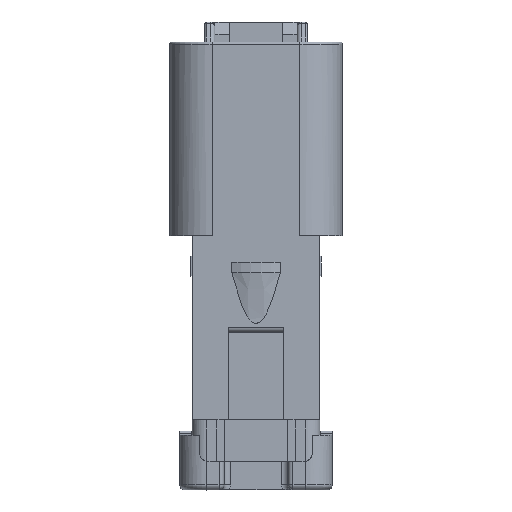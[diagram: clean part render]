
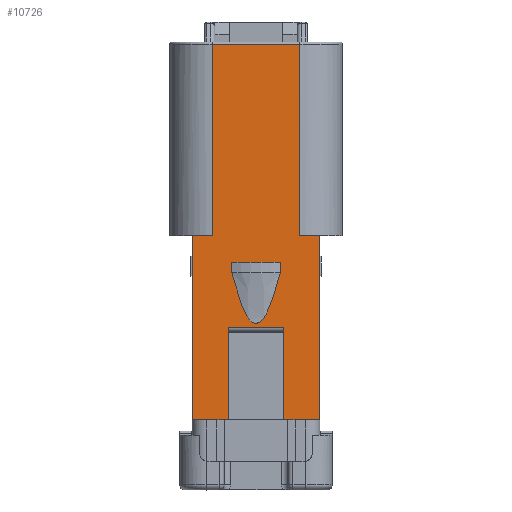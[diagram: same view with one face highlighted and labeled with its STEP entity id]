
A CAD part, top view. The second image highlights one B-rep face of the part: STEP entity #10726.
In plain terms, the highlighted planar face has unit normal (0, 0, 1).
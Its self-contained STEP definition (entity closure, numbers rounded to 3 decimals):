
#62=DIRECTION('',(-1.,0.,0.));
#63=VECTOR('',#62,1.95);
#64=CARTESIAN_POINT('',(6.275,0.,6.8));
#65=LINE('',#64,#63);
#66=DIRECTION('',(-1.,0.,0.));
#67=VECTOR('',#66,1.95);
#68=CARTESIAN_POINT('',(-4.325,0.,6.8));
#69=LINE('',#68,#67);
#88=DIRECTION('',(0.,1.,0.));
#89=VECTOR('',#88,18.9);
#90=CARTESIAN_POINT('',(4.325,0.,6.8));
#91=LINE('',#90,#89);
#434=DIRECTION('',(-1.,0.,0.));
#435=VECTOR('',#434,4.796);
#436=CARTESIAN_POINT('',(2.398,-2.65,6.8));
#437=LINE('',#436,#435);
#438=DIRECTION('',(0.,1.,0.));
#439=VECTOR('',#438,1.);
#440=CARTESIAN_POINT('',(-2.398,-3.65,6.8));
#441=LINE('',#440,#439);
#442=CARTESIAN_POINT('',(-2.398,-3.65,6.8));
#443=CARTESIAN_POINT('',(-2.341,-3.878,6.8));
#444=CARTESIAN_POINT('',(-2.228,-4.315,6.8));
#445=CARTESIAN_POINT('',(-2.063,-4.914,6.8));
#446=CARTESIAN_POINT('',(-1.902,-5.461,6.8));
#447=CARTESIAN_POINT('',(-1.743,-5.96,6.8));
#448=CARTESIAN_POINT('',(-1.587,-6.414,6.8));
#449=CARTESIAN_POINT('',(-1.431,-6.825,6.8));
#450=CARTESIAN_POINT('',(-1.276,-7.196,6.8));
#451=CARTESIAN_POINT('',(-1.12,-7.529,6.8));
#452=CARTESIAN_POINT('',(-0.962,-7.823,6.8));
#453=CARTESIAN_POINT('',(-0.799,-8.08,6.8));
#454=CARTESIAN_POINT('',(-0.632,-8.297,6.8));
#455=CARTESIAN_POINT('',(-0.456,-8.471,6.8));
#456=CARTESIAN_POINT('',(-0.272,-8.593,6.8));
#457=CARTESIAN_POINT('',(-0.088,-8.653,6.8));
#458=CARTESIAN_POINT('',(0.088,-8.653,6.8));
#459=CARTESIAN_POINT('',(0.272,-8.593,6.8));
#460=CARTESIAN_POINT('',(0.456,-8.471,6.8));
#461=CARTESIAN_POINT('',(0.631,-8.297,6.8));
#462=CARTESIAN_POINT('',(0.799,-8.08,6.8));
#463=CARTESIAN_POINT('',(0.961,-7.823,6.8));
#464=CARTESIAN_POINT('',(1.12,-7.529,6.8));
#465=CARTESIAN_POINT('',(1.276,-7.196,6.8));
#466=CARTESIAN_POINT('',(1.431,-6.825,6.8));
#467=CARTESIAN_POINT('',(1.587,-6.414,6.8));
#468=CARTESIAN_POINT('',(1.743,-5.96,6.8));
#469=CARTESIAN_POINT('',(1.902,-5.461,6.8));
#470=CARTESIAN_POINT('',(2.063,-4.914,6.8));
#471=CARTESIAN_POINT('',(2.228,-4.315,6.8));
#472=CARTESIAN_POINT('',(2.341,-3.878,6.8));
#473=CARTESIAN_POINT('',(2.398,-3.65,6.8));
#475=DIRECTION('',(0.,1.,0.));
#476=VECTOR('',#475,1.);
#477=CARTESIAN_POINT('',(2.398,-3.65,6.8));
#478=LINE('',#477,#476);
#479=DIRECTION('',(1.,0.,0.));
#480=VECTOR('',#479,8.65);
#481=CARTESIAN_POINT('',(-4.325,18.9,6.8));
#482=LINE('',#481,#480);
#483=DIRECTION('',(0.,-1.,0.));
#484=VECTOR('',#483,18.18);
#485=CARTESIAN_POINT('',(6.275,0.,6.8));
#486=LINE('',#485,#484);
#487=DIRECTION('',(1.,0.,0.));
#488=VECTOR('',#487,3.535);
#489=CARTESIAN_POINT('',(2.74,-18.18,6.8));
#490=LINE('',#489,#488);
#491=DIRECTION('',(1.,0.,0.));
#492=VECTOR('',#491,5.48);
#493=CARTESIAN_POINT('',(-2.74,-9.03,6.8));
#494=LINE('',#493,#492);
#495=DIRECTION('',(1.,0.,0.));
#496=VECTOR('',#495,3.535);
#497=CARTESIAN_POINT('',(-6.275,-18.18,6.8));
#498=LINE('',#497,#496);
#499=DIRECTION('',(0.,1.,0.));
#500=VECTOR('',#499,18.9);
#501=CARTESIAN_POINT('',(-4.325,0.,6.8));
#502=LINE('',#501,#500);
#7088=DIRECTION('',(0.,-1.,0.));
#7089=VECTOR('',#7088,18.18);
#7090=CARTESIAN_POINT('',(-6.275,0.,6.8));
#7091=LINE('',#7090,#7089);
#7092=DIRECTION('',(0.,1.,0.));
#7093=VECTOR('',#7092,9.15);
#7094=CARTESIAN_POINT('',(-2.74,-18.18,6.8));
#7095=LINE('',#7094,#7093);
#7126=DIRECTION('',(0.,-1.,0.));
#7127=VECTOR('',#7126,9.15);
#7128=CARTESIAN_POINT('',(2.74,-9.03,6.8));
#7129=LINE('',#7128,#7127);
#7799=CARTESIAN_POINT('',(-4.325,0.,6.8));
#7801=VERTEX_POINT('',#7799);
#7802=CARTESIAN_POINT('',(4.325,0.,6.8));
#7804=VERTEX_POINT('',#7802);
#7806=CARTESIAN_POINT('',(6.275,0.,6.8));
#7807=VERTEX_POINT('',#7806);
#7808=CARTESIAN_POINT('',(-6.275,0.,6.8));
#7809=VERTEX_POINT('',#7808);
#7838=CARTESIAN_POINT('',(2.74,-18.18,6.8));
#7840=VERTEX_POINT('',#7838);
#7842=CARTESIAN_POINT('',(-2.74,-18.18,6.8));
#7844=VERTEX_POINT('',#7842);
#7846=CARTESIAN_POINT('',(-6.275,-18.18,6.8));
#7847=VERTEX_POINT('',#7846);
#7848=CARTESIAN_POINT('',(6.275,-18.18,6.8));
#7849=VERTEX_POINT('',#7848);
#7874=CARTESIAN_POINT('',(2.398,-2.65,6.8));
#7875=CARTESIAN_POINT('',(-2.398,-2.65,6.8));
#7876=VERTEX_POINT('',#7874);
#7877=VERTEX_POINT('',#7875);
#7926=CARTESIAN_POINT('',(-2.74,-9.03,6.8));
#7927=CARTESIAN_POINT('',(2.74,-9.03,6.8));
#7928=VERTEX_POINT('',#7926);
#7929=VERTEX_POINT('',#7927);
#8008=CARTESIAN_POINT('',(4.325,18.9,6.8));
#8009=VERTEX_POINT('',#8008);
#8012=CARTESIAN_POINT('',(-4.325,18.9,6.8));
#8013=VERTEX_POINT('',#8012);
#9298=CARTESIAN_POINT('',(-2.398,-3.65,6.8));
#9299=VERTEX_POINT('',#9298);
#9300=CARTESIAN_POINT('',(2.398,-3.65,6.8));
#9301=VERTEX_POINT('',#9300);
#10689=CARTESIAN_POINT('',(-4.325,0.,6.8));
#10690=DIRECTION('',(0.,0.,1.));
#10691=DIRECTION('',(1.,0.,0.));
#10692=AXIS2_PLACEMENT_3D('',#10689,#10690,#10691);
#10693=PLANE('',#10692);
#10694=ORIENTED_EDGE('',*,*,#10683,.T.);
#10695=ORIENTED_EDGE('',*,*,#10197,.F.);
#10696=ORIENTED_EDGE('',*,*,#10166,.F.);
#10698=ORIENTED_EDGE('',*,*,#10697,.T.);
#10700=ORIENTED_EDGE('',*,*,#10699,.F.);
#10702=ORIENTED_EDGE('',*,*,#10701,.F.);
#10704=ORIENTED_EDGE('',*,*,#10703,.F.);
#10706=ORIENTED_EDGE('',*,*,#10705,.F.);
#10708=ORIENTED_EDGE('',*,*,#10707,.F.);
#10710=ORIENTED_EDGE('',*,*,#10709,.F.);
#10711=ORIENTED_EDGE('',*,*,#10178,.F.);
#10713=ORIENTED_EDGE('',*,*,#10712,.T.);
#10714=EDGE_LOOP('',(#10694,#10695,#10696,#10698,#10700,#10702,#10704,#10706,
#10708,#10710,#10711,#10713));
#10715=FACE_OUTER_BOUND('',#10714,.F.);
#10717=ORIENTED_EDGE('',*,*,#10716,.T.);
#10719=ORIENTED_EDGE('',*,*,#10718,.F.);
#10721=ORIENTED_EDGE('',*,*,#10720,.T.);
#10723=ORIENTED_EDGE('',*,*,#10722,.T.);
#10724=EDGE_LOOP('',(#10717,#10719,#10721,#10723));
#10725=FACE_BOUND('',#10724,.F.);
#10726=ADVANCED_FACE('',(#10715,#10725),#10693,.T.);
#474=B_SPLINE_CURVE_WITH_KNOTS('',3,(#442,#443,#444,#445,#446,#447,#448,#449,
#450,#451,#452,#453,#454,#455,#456,#457,#458,#459,#460,#461,#462,#463,#464,#465,
#466,#467,#468,#469,#470,#471,#472,#473),.UNSPECIFIED.,.F.,.F.,(4,1,1,1,1,1,1,1,
1,1,1,1,1,1,1,1,1,1,1,1,1,1,1,1,1,1,1,1,1,4),(0.,0.034,
0.069,0.103,0.138,0.172,
0.207,0.241,0.276,0.31,
0.345,0.379,0.414,0.448,
0.483,0.517,0.552,0.586,
0.621,0.655,0.69,0.724,
0.759,0.793,0.828,0.862,
0.897,0.931,0.966,1.),.UNSPECIFIED.);
#10166=EDGE_CURVE('',#7807,#7804,#65,.T.);
#10178=EDGE_CURVE('',#7801,#7809,#69,.T.);
#10197=EDGE_CURVE('',#7804,#8009,#91,.T.);
#10683=EDGE_CURVE('',#8013,#8009,#482,.T.);
#10697=EDGE_CURVE('',#7807,#7849,#486,.T.);
#10699=EDGE_CURVE('',#7840,#7849,#490,.T.);
#10701=EDGE_CURVE('',#7929,#7840,#7129,.T.);
#10703=EDGE_CURVE('',#7928,#7929,#494,.T.);
#10705=EDGE_CURVE('',#7844,#7928,#7095,.T.);
#10707=EDGE_CURVE('',#7847,#7844,#498,.T.);
#10709=EDGE_CURVE('',#7809,#7847,#7091,.T.);
#10712=EDGE_CURVE('',#7801,#8013,#502,.T.);
#10716=EDGE_CURVE('',#7876,#7877,#437,.T.);
#10718=EDGE_CURVE('',#9299,#7877,#441,.T.);
#10720=EDGE_CURVE('',#9299,#9301,#474,.T.);
#10722=EDGE_CURVE('',#9301,#7876,#478,.T.);
